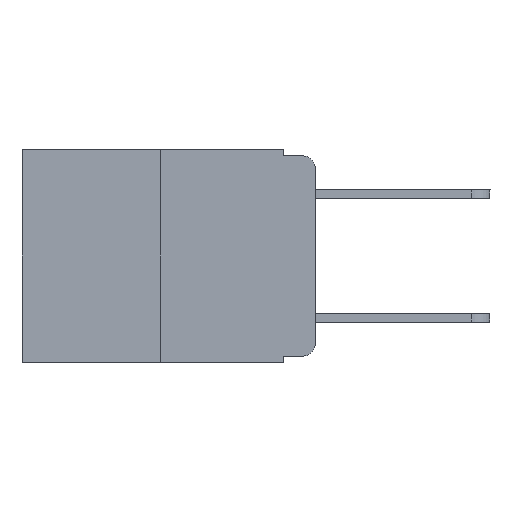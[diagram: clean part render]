
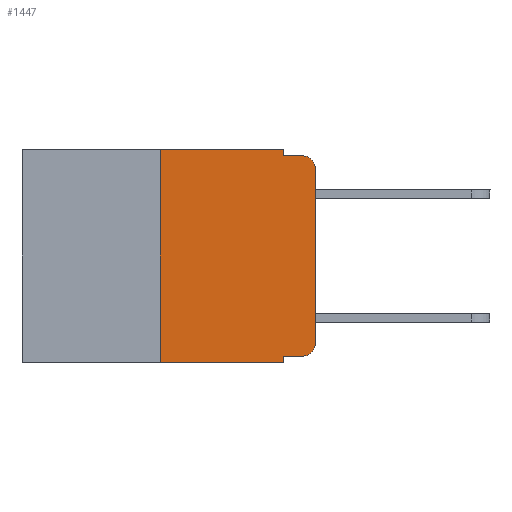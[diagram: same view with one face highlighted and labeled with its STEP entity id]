
A CAD part, left-side view. The second image highlights one B-rep face of the part: STEP entity #1447.
In plain terms, the highlighted planar face has unit normal (-1, 0, 0).
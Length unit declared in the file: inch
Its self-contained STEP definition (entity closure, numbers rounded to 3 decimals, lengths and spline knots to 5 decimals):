
#198 = ORIENTED_EDGE ( 'NONE', *, *, #8250, .T. ) ;
#226 = EDGE_CURVE ( 'NONE', #13174, #7241, #7332, .T. ) ;
#279 = CARTESIAN_POINT ( 'NONE',  ( 0., 0.051, 0. ) ) ;
#741 = VECTOR ( 'NONE', #9645, 39.37008 ) ;
#840 = DIRECTION ( 'NONE',  ( 0., 0., -1. ) ) ;
#881 = EDGE_CURVE ( 'NONE', #1546, #6271, #1114, .T. ) ;
#1035 = VECTOR ( 'NONE', #13979, 39.37008 ) ;
#1114 = LINE ( 'NONE', #4389, #6576 ) ;
#1447 = ADVANCED_FACE ( 'NONE', ( #11368 ), #1652, .F. ) ;
#1546 = VERTEX_POINT ( 'NONE', #4013 ) ;
#1629 = VERTEX_POINT ( 'NONE', #3877 ) ;
#1652 = PLANE ( 'NONE',  #6874 ) ;
#1654 = DIRECTION ( 'NONE',  ( -1., 0., 0. ) ) ;
#1678 = VERTEX_POINT ( 'NONE', #13913 ) ;
#1898 = CIRCLE ( 'NONE', #13884, 0.02 ) ;
#1936 = CARTESIAN_POINT ( 'NONE',  ( 0., 0.051, -0.01 ) ) ;
#1942 = VECTOR ( 'NONE', #840, 39.37008 ) ;
#2063 = CARTESIAN_POINT ( 'NONE',  ( 0., 0., 0. ) ) ;
#2155 = ORIENTED_EDGE ( 'NONE', *, *, #881, .F. ) ;
#2185 = ORIENTED_EDGE ( 'NONE', *, *, #226, .F. ) ;
#2670 = DIRECTION ( 'NONE',  ( 1., 0., 0. ) ) ;
#2968 = LINE ( 'NONE', #7293, #1942 ) ;
#3047 = EDGE_CURVE ( 'NONE', #1546, #1678, #13645, .T. ) ;
#3262 = VERTEX_POINT ( 'NONE', #3493 ) ;
#3332 = CARTESIAN_POINT ( 'NONE',  ( 0., 0.051, -0.01 ) ) ;
#3493 = CARTESIAN_POINT ( 'NONE',  ( 0., 0., -0.313 ) ) ;
#3737 = DIRECTION ( 'NONE',  ( 0., 0., -1. ) ) ;
#3840 = ORIENTED_EDGE ( 'NONE', *, *, #13934, .T. ) ;
#3850 = VERTEX_POINT ( 'NONE', #6963 ) ;
#3877 = CARTESIAN_POINT ( 'NONE',  ( 0., 0., -0.03 ) ) ;
#3924 = ORIENTED_EDGE ( 'NONE', *, *, #3047, .T. ) ;
#4013 = CARTESIAN_POINT ( 'NONE',  ( 0., 0.25, -0.343 ) ) ;
#4389 = CARTESIAN_POINT ( 'NONE',  ( 0., 0.25, 0. ) ) ;
#5131 = VERTEX_POINT ( 'NONE', #7961 ) ;
#5532 = VECTOR ( 'NONE', #6280, 39.37008 ) ;
#5649 = ORIENTED_EDGE ( 'NONE', *, *, #5943, .T. ) ;
#5810 = AXIS2_PLACEMENT_3D ( 'NONE', #10329, #9256, #10404 ) ;
#5943 = EDGE_CURVE ( 'NONE', #7825, #3262, #1898, .T. ) ;
#6109 = LINE ( 'NONE', #7180, #13246 ) ;
#6153 = CARTESIAN_POINT ( 'NONE',  ( 0., 0.02, -0.333 ) ) ;
#6271 = VERTEX_POINT ( 'NONE', #9739 ) ;
#6280 = DIRECTION ( 'NONE',  ( 0., -1., 0. ) ) ;
#6576 = VECTOR ( 'NONE', #8713, 39.37008 ) ;
#6874 = AXIS2_PLACEMENT_3D ( 'NONE', #7844, #2670, #11162 ) ;
#6963 = CARTESIAN_POINT ( 'NONE',  ( 0., 0.051, -0.333 ) ) ;
#7180 = CARTESIAN_POINT ( 'NONE',  ( 0., 0.473, 0. ) ) ;
#7241 = VERTEX_POINT ( 'NONE', #12343 ) ;
#7247 = EDGE_CURVE ( 'NONE', #3850, #1678, #11140, .T. ) ;
#7282 = CARTESIAN_POINT ( 'NONE',  ( 0., 0.473, -0.343 ) ) ;
#7293 = CARTESIAN_POINT ( 'NONE',  ( 0., 0.051, 0. ) ) ;
#7320 = EDGE_CURVE ( 'NONE', #6271, #5131, #6109, .T. ) ;
#7332 = LINE ( 'NONE', #1936, #5532 ) ;
#7825 = VERTEX_POINT ( 'NONE', #6153 ) ;
#7833 = EDGE_CURVE ( 'NONE', #5131, #13174, #2968, .T. ) ;
#7844 = CARTESIAN_POINT ( 'NONE',  ( 0., 0.473, 0. ) ) ;
#7961 = CARTESIAN_POINT ( 'NONE',  ( 0., 0.051, 0. ) ) ;
#8031 = ORIENTED_EDGE ( 'NONE', *, *, #8829, .T. ) ;
#8055 = CARTESIAN_POINT ( 'NONE',  ( 0., 0.02, -0.313 ) ) ;
#8250 = EDGE_CURVE ( 'NONE', #3262, #1629, #11779, .T. ) ;
#8310 = DIRECTION ( 'NONE',  ( 0., -1., 0. ) ) ;
#8713 = DIRECTION ( 'NONE',  ( 0., 0., 1. ) ) ;
#8729 = CARTESIAN_POINT ( 'NONE',  ( 0., 0.051, -0.333 ) ) ;
#8829 = EDGE_CURVE ( 'NONE', #3850, #7825, #11063, .T. ) ;
#9121 = VECTOR ( 'NONE', #12798, 39.37008 ) ;
#9256 = DIRECTION ( 'NONE',  ( -1., 0., 0. ) ) ;
#9314 = ORIENTED_EDGE ( 'NONE', *, *, #7833, .F. ) ;
#9581 = ORIENTED_EDGE ( 'NONE', *, *, #7320, .F. ) ;
#9645 = DIRECTION ( 'NONE',  ( 0., -1., 0. ) ) ;
#9739 = CARTESIAN_POINT ( 'NONE',  ( 0., 0.25, 0. ) ) ;
#10192 = ORIENTED_EDGE ( 'NONE', *, *, #7247, .F. ) ;
#10304 = DIRECTION ( 'NONE',  ( 0., 0., -1. ) ) ;
#10329 = CARTESIAN_POINT ( 'NONE',  ( 0., 0.02, -0.03 ) ) ;
#10404 = DIRECTION ( 'NONE',  ( 0., 0., -1. ) ) ;
#11063 = LINE ( 'NONE', #8729, #741 ) ;
#11140 = LINE ( 'NONE', #279, #12347 ) ;
#11162 = DIRECTION ( 'NONE',  ( 0., 0., -1. ) ) ;
#11243 = CIRCLE ( 'NONE', #5810, 0.02 ) ;
#11368 = FACE_OUTER_BOUND ( 'NONE', #11775, .T. ) ;
#11775 = EDGE_LOOP ( 'NONE', ( #198, #3840, #2185, #9314, #9581, #2155, #3924, #10192, #8031, #5649 ) ) ;
#11779 = LINE ( 'NONE', #2063, #1035 ) ;
#12343 = CARTESIAN_POINT ( 'NONE',  ( 0., 0.02, -0.01 ) ) ;
#12347 = VECTOR ( 'NONE', #10304, 39.37008 ) ;
#12798 = DIRECTION ( 'NONE',  ( 0., -1., 0. ) ) ;
#13174 = VERTEX_POINT ( 'NONE', #3332 ) ;
#13246 = VECTOR ( 'NONE', #8310, 39.37008 ) ;
#13645 = LINE ( 'NONE', #7282, #9121 ) ;
#13884 = AXIS2_PLACEMENT_3D ( 'NONE', #8055, #1654, #3737 ) ;
#13913 = CARTESIAN_POINT ( 'NONE',  ( 0., 0.051, -0.343 ) ) ;
#13934 = EDGE_CURVE ( 'NONE', #1629, #7241, #11243, .T. ) ;
#13979 = DIRECTION ( 'NONE',  ( 0., 0., 1. ) ) ;
